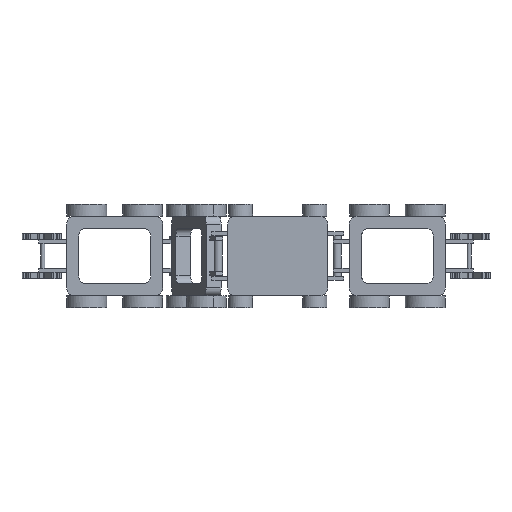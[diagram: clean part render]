
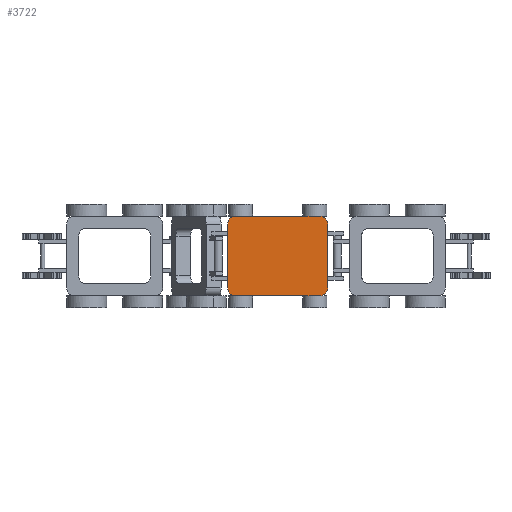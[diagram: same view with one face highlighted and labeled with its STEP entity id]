
A CAD part, front view. The second image highlights one B-rep face of the part: STEP entity #3722.
In plain terms, the highlighted planar face has unit normal (0, -1, 0).
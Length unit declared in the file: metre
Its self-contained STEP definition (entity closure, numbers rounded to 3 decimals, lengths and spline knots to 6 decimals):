
#25 = LINE ( 'NONE', #2968, #568 ) ;
#205 = CARTESIAN_POINT ( 'NONE',  ( -0.0525, 0., 0.05 ) ) ;
#348 = DIRECTION ( 'NONE',  ( 0., 0., 1. ) ) ;
#509 = CARTESIAN_POINT ( 'NONE',  ( 0.0525, 0., 0.04 ) ) ;
#568 = VECTOR ( 'NONE', #2245, 1. ) ;
#590 = CIRCLE ( 'NONE', #5966, 0.01 ) ;
#673 = LINE ( 'NONE', #2176, #4483 ) ;
#772 = DIRECTION ( 'NONE',  ( 1., 0., 0. ) ) ;
#887 = CARTESIAN_POINT ( 'NONE',  ( -0.032682, 0., -0.05 ) ) ;
#936 = DIRECTION ( 'NONE',  ( 0., 1., 0. ) ) ;
#1053 = VECTOR ( 'NONE', #2864, 1. ) ;
#1197 = ORIENTED_EDGE ( 'NONE', *, *, #3960, .F. ) ;
#1296 = ORIENTED_EDGE ( 'NONE', *, *, #5683, .F. ) ;
#1321 = LINE ( 'NONE', #4257, #1053 ) ;
#1400 = VERTEX_POINT ( 'NONE', #1900 ) ;
#1475 = VERTEX_POINT ( 'NONE', #9145 ) ;
#1594 = EDGE_CURVE ( 'NONE', #1963, #3609, #8703, .T. ) ;
#1610 = CARTESIAN_POINT ( 'NONE',  ( -0.0525, 0., -0.04 ) ) ;
#1636 = ORIENTED_EDGE ( 'NONE', *, *, #1927, .F. ) ;
#1722 = CARTESIAN_POINT ( 'NONE',  ( -0.0625, 0., -0.04 ) ) ;
#1900 = CARTESIAN_POINT ( 'NONE',  ( 0.0525, 0., 0.05 ) ) ;
#1927 = EDGE_CURVE ( 'NONE', #4219, #9032, #25, .T. ) ;
#1963 = VERTEX_POINT ( 'NONE', #9379 ) ;
#2117 = VERTEX_POINT ( 'NONE', #205 ) ;
#2176 = CARTESIAN_POINT ( 'NONE',  ( -0.0525, 0., 0.05 ) ) ;
#2236 = AXIS2_PLACEMENT_3D ( 'NONE', #1610, #936, #4544 ) ;
#2245 = DIRECTION ( 'NONE',  ( 0., 0., -1. ) ) ;
#2362 = EDGE_CURVE ( 'NONE', #9454, #2117, #8470, .T. ) ;
#2469 = EDGE_CURVE ( 'NONE', #2117, #4208, #673, .T. ) ;
#2864 = DIRECTION ( 'NONE',  ( -1., 0., 0. ) ) ;
#2906 = CARTESIAN_POINT ( 'NONE',  ( -0.0525, 0., -0.05 ) ) ;
#2948 = PLANE ( 'NONE',  #6747 ) ;
#2968 = CARTESIAN_POINT ( 'NONE',  ( 0.0625, 0., -0.04 ) ) ;
#2992 = FACE_OUTER_BOUND ( 'NONE', #8672, .T. ) ;
#3151 = DIRECTION ( 'NONE',  ( 0., 0., 1. ) ) ;
#3166 = VECTOR ( 'NONE', #7368, 1. ) ;
#3193 = LINE ( 'NONE', #7649, #7671 ) ;
#3335 = VECTOR ( 'NONE', #5735, 1. ) ;
#3399 = EDGE_CURVE ( 'NONE', #6097, #9454, #3193, .T. ) ;
#3566 = ORIENTED_EDGE ( 'NONE', *, *, #9205, .T. ) ;
#3609 = VERTEX_POINT ( 'NONE', #9323 ) ;
#3633 = ORIENTED_EDGE ( 'NONE', *, *, #1594, .F. ) ;
#3722 = ADVANCED_FACE ( 'NONE', ( #2992 ), #2948, .T. ) ;
#3861 = AXIS2_PLACEMENT_3D ( 'NONE', #509, #9294, #6229 ) ;
#3960 = EDGE_CURVE ( 'NONE', #9032, #1963, #590, .T. ) ;
#4014 = CARTESIAN_POINT ( 'NONE',  ( -0.0525, 0., 0.04 ) ) ;
#4034 = CARTESIAN_POINT ( 'NONE',  ( -0.032682, 0., 0.05 ) ) ;
#4170 = CARTESIAN_POINT ( 'NONE',  ( 0.0625, 0., 0.04 ) ) ;
#4208 = VERTEX_POINT ( 'NONE', #4034 ) ;
#4219 = VERTEX_POINT ( 'NONE', #4170 ) ;
#4257 = CARTESIAN_POINT ( 'NONE',  ( 0.0525, 0., 0.05 ) ) ;
#4483 = VECTOR ( 'NONE', #772, 1. ) ;
#4544 = DIRECTION ( 'NONE',  ( 0., 0., 1. ) ) ;
#4572 = VERTEX_POINT ( 'NONE', #887 ) ;
#4767 = LINE ( 'NONE', #7681, #6870 ) ;
#4869 = ORIENTED_EDGE ( 'NONE', *, *, #7351, .T. ) ;
#5484 = EDGE_CURVE ( 'NONE', #1400, #4219, #7975, .T. ) ;
#5683 = EDGE_CURVE ( 'NONE', #3609, #4572, #4767, .T. ) ;
#5735 = DIRECTION ( 'NONE',  ( -1., 0., 0. ) ) ;
#5812 = CARTESIAN_POINT ( 'NONE',  ( -0.0525, 0., 0.05 ) ) ;
#5862 = AXIS2_PLACEMENT_3D ( 'NONE', #4014, #6928, #348 ) ;
#5872 = CARTESIAN_POINT ( 'NONE',  ( 0.0525, 0., -0.04 ) ) ;
#5912 = DIRECTION ( 'NONE',  ( 0., -1., 0. ) ) ;
#5927 = VECTOR ( 'NONE', #6526, 1. ) ;
#5966 = AXIS2_PLACEMENT_3D ( 'NONE', #8100, #7244, #7332 ) ;
#6097 = VERTEX_POINT ( 'NONE', #1722 ) ;
#6229 = DIRECTION ( 'NONE',  ( 0., 0., 1. ) ) ;
#6329 = ORIENTED_EDGE ( 'NONE', *, *, #3399, .F. ) ;
#6350 = CARTESIAN_POINT ( 'NONE',  ( -0.0625, 0., 0.04 ) ) ;
#6373 = CARTESIAN_POINT ( 'NONE',  ( 0.0625, 0., -0.04 ) ) ;
#6526 = DIRECTION ( 'NONE',  ( 1., 0., 0. ) ) ;
#6646 = CARTESIAN_POINT ( 'NONE',  ( 0.0525, 0., -0.05 ) ) ;
#6747 = AXIS2_PLACEMENT_3D ( 'NONE', #5872, #5912, #8791 ) ;
#6800 = ORIENTED_EDGE ( 'NONE', *, *, #2362, .F. ) ;
#6870 = VECTOR ( 'NONE', #9266, 1. ) ;
#6928 = DIRECTION ( 'NONE',  ( 0., 1., 0. ) ) ;
#7004 = ORIENTED_EDGE ( 'NONE', *, *, #9225, .F. ) ;
#7138 = ORIENTED_EDGE ( 'NONE', *, *, #8750, .F. ) ;
#7244 = DIRECTION ( 'NONE',  ( 0., 1., 0. ) ) ;
#7248 = ORIENTED_EDGE ( 'NONE', *, *, #5484, .F. ) ;
#7332 = DIRECTION ( 'NONE',  ( 0., 0., -1. ) ) ;
#7351 = EDGE_CURVE ( 'NONE', #1400, #8258, #1321, .T. ) ;
#7368 = DIRECTION ( 'NONE',  ( 1., 0., 0. ) ) ;
#7649 = CARTESIAN_POINT ( 'NONE',  ( -0.0625, 0., -0.04 ) ) ;
#7671 = VECTOR ( 'NONE', #3151, 1. ) ;
#7681 = CARTESIAN_POINT ( 'NONE',  ( -0.0525, 0., -0.05 ) ) ;
#7926 = CARTESIAN_POINT ( 'NONE',  ( 0.032682, 0., 0.05 ) ) ;
#7975 = CIRCLE ( 'NONE', #3861, 0.01 ) ;
#8100 = CARTESIAN_POINT ( 'NONE',  ( 0.0525, 0., -0.04 ) ) ;
#8258 = VERTEX_POINT ( 'NONE', #7926 ) ;
#8470 = CIRCLE ( 'NONE', #5862, 0.01 ) ;
#8672 = EDGE_LOOP ( 'NONE', ( #1197, #1636, #7248, #4869, #7138, #9259, #6800, #6329, #7004, #3566, #1296, #3633 ) ) ;
#8703 = LINE ( 'NONE', #2906, #3335 ) ;
#8737 = LINE ( 'NONE', #5812, #5927 ) ;
#8750 = EDGE_CURVE ( 'NONE', #4208, #8258, #8737, .T. ) ;
#8791 = DIRECTION ( 'NONE',  ( 0., 0., -1. ) ) ;
#8977 = CIRCLE ( 'NONE', #2236, 0.01 ) ;
#9032 = VERTEX_POINT ( 'NONE', #6373 ) ;
#9145 = CARTESIAN_POINT ( 'NONE',  ( -0.0525, 0., -0.05 ) ) ;
#9205 = EDGE_CURVE ( 'NONE', #1475, #4572, #9392, .T. ) ;
#9225 = EDGE_CURVE ( 'NONE', #1475, #6097, #8977, .T. ) ;
#9259 = ORIENTED_EDGE ( 'NONE', *, *, #2469, .F. ) ;
#9266 = DIRECTION ( 'NONE',  ( -1., 0., 0. ) ) ;
#9294 = DIRECTION ( 'NONE',  ( 0., 1., 0. ) ) ;
#9323 = CARTESIAN_POINT ( 'NONE',  ( 0.032682, 0., -0.05 ) ) ;
#9379 = CARTESIAN_POINT ( 'NONE',  ( 0.0525, 0., -0.05 ) ) ;
#9392 = LINE ( 'NONE', #6646, #3166 ) ;
#9454 = VERTEX_POINT ( 'NONE', #6350 ) ;
